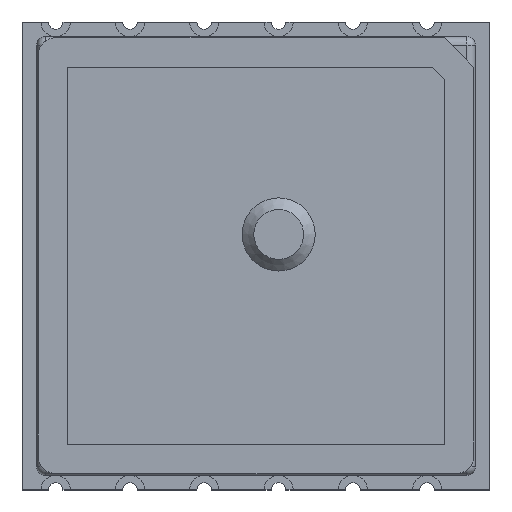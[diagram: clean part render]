
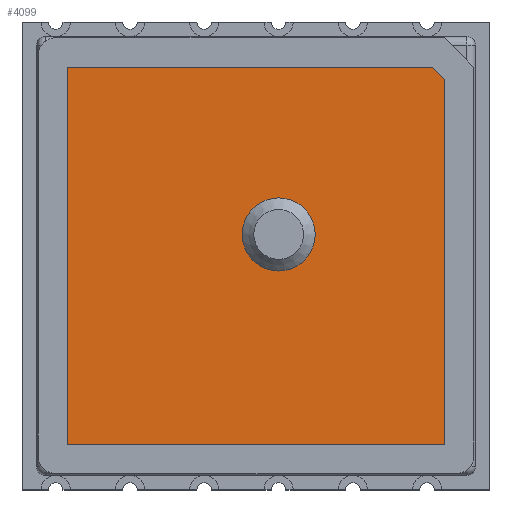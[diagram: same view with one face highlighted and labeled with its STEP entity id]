
A CAD part, top view. The second image highlights one B-rep face of the part: STEP entity #4099.
In plain terms, the highlighted planar face has unit normal (0, 0, 1).
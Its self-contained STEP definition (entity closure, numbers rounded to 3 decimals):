
#240=PLANE('',#4466);
#481=FACE_OUTER_BOUND('',#725,.T.);
#725=EDGE_LOOP('',(#3790,#3791,#3792,#3793,#3794));
#1279=LINE('',#6750,#1745);
#1283=LINE('',#6758,#1749);
#1286=LINE('',#6764,#1752);
#1289=LINE('',#6770,#1755);
#1292=LINE('',#6775,#1758);
#1745=VECTOR('',#5582,10.);
#1749=VECTOR('',#5588,10.);
#1752=VECTOR('',#5593,10.);
#1755=VECTOR('',#5598,10.);
#1758=VECTOR('',#5603,10.);
#2104=VERTEX_POINT('',#6748);
#2105=VERTEX_POINT('',#6749);
#2108=VERTEX_POINT('',#6757);
#2110=VERTEX_POINT('',#6763);
#2112=VERTEX_POINT('',#6769);
#2662=EDGE_CURVE('',#2104,#2105,#1279,.T.);
#2666=EDGE_CURVE('',#2105,#2108,#1283,.T.);
#2669=EDGE_CURVE('',#2108,#2110,#1286,.T.);
#2672=EDGE_CURVE('',#2110,#2112,#1289,.T.);
#2675=EDGE_CURVE('',#2112,#2104,#1292,.T.);
#3790=ORIENTED_EDGE('',*,*,#2675,.T.);
#3791=ORIENTED_EDGE('',*,*,#2662,.T.);
#3792=ORIENTED_EDGE('',*,*,#2666,.T.);
#3793=ORIENTED_EDGE('',*,*,#2669,.T.);
#3794=ORIENTED_EDGE('',*,*,#2672,.T.);
#4099=ADVANCED_FACE('',(#481),#240,.T.);
#4466=AXIS2_PLACEMENT_3D('',#6777,#5605,#5606);
#5582=DIRECTION('',(0.,-1.,0.));
#5588=DIRECTION('',(1.,0.,0.));
#5593=DIRECTION('',(0.,1.,0.));
#5598=DIRECTION('',(-0.707,0.707,0.));
#5603=DIRECTION('',(-1.,0.,0.));
#5605=DIRECTION('center_axis',(0.,0.,1.));
#5606=DIRECTION('ref_axis',(-1.,0.,0.));
#6748=CARTESIAN_POINT('',(-18.45,8.45,6.45));
#6749=CARTESIAN_POINT('',(-18.45,-4.45,6.45));
#6750=CARTESIAN_POINT('',(-18.45,-1.225,6.45));
#6757=CARTESIAN_POINT('',(-5.55,-4.45,6.45));
#6758=CARTESIAN_POINT('',(-8.775,-4.45,6.45));
#6763=CARTESIAN_POINT('',(-5.55,8.036,6.45));
#6764=CARTESIAN_POINT('',(-5.55,5.018,6.45));
#6769=CARTESIAN_POINT('',(-5.964,8.45,6.45));
#6770=CARTESIAN_POINT('',(-5.861,8.346,6.45));
#6775=CARTESIAN_POINT('',(-15.225,8.45,6.45));
#6777=CARTESIAN_POINT('Origin',(-12.,2.,6.45));
